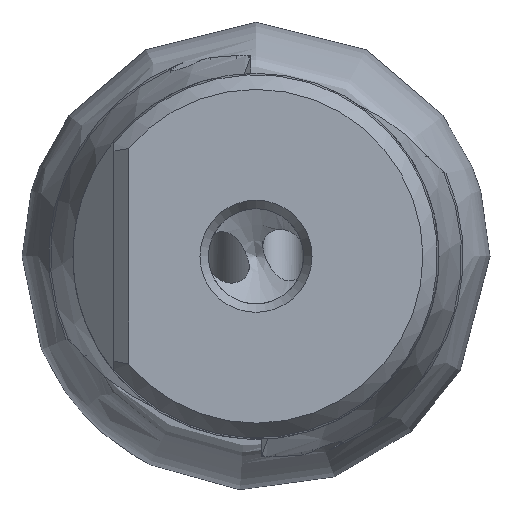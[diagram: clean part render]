
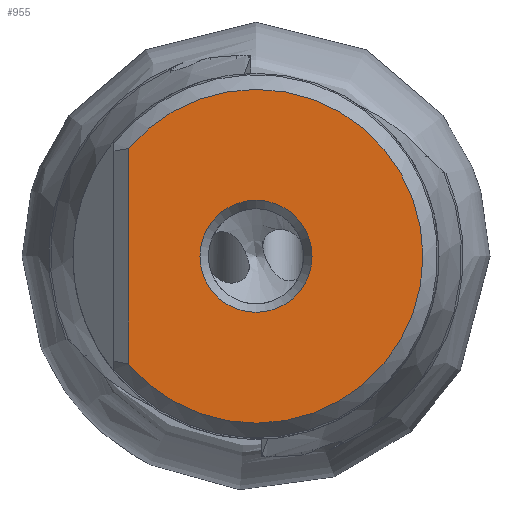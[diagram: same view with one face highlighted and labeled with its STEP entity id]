
A CAD part, left-side view. The second image highlights one B-rep face of the part: STEP entity #955.
In plain terms, the highlighted planar face has unit normal (-1, 0, 0).
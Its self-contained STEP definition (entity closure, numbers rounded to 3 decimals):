
#35 = DIRECTION ( 'NONE',  ( 0., 0., 1. ) ) ;
#69 = VERTEX_POINT ( 'NONE', #3834 ) ;
#84 = CARTESIAN_POINT ( 'NONE',  ( -179.905, 8.7, 0. ) ) ;
#118 = EDGE_LOOP ( 'NONE', ( #3109 ) ) ;
#283 = ORIENTED_EDGE ( 'NONE', *, *, #2565, .F. ) ;
#377 = AXIS2_PLACEMENT_3D ( 'NONE', #1573, #913, #903 ) ;
#493 = CIRCLE ( 'NONE', #3704, 3.827 ) ;
#769 = EDGE_CURVE ( 'NONE', #5257, #5257, #493, .T. ) ;
#903 = DIRECTION ( 'NONE',  ( 0., 0., -1. ) ) ;
#913 = DIRECTION ( 'NONE',  ( 1., 0., 0. ) ) ;
#955 = ADVANCED_FACE ( 'NONE', ( #4304, #3098 ), #1785, .T. ) ;
#1573 = CARTESIAN_POINT ( 'NONE',  ( -179.905, 0., 0. ) ) ;
#1688 = DIRECTION ( 'NONE',  ( 0., 0., 1. ) ) ;
#1708 = DIRECTION ( 'NONE',  ( -1., 0., 0. ) ) ;
#1746 = CARTESIAN_POINT ( 'NONE',  ( -179.905, 0., 0. ) ) ;
#1785 = PLANE ( 'NONE',  #4058 ) ;
#2398 = EDGE_LOOP ( 'NONE', ( #5533, #283 ) ) ;
#2565 = EDGE_CURVE ( 'Kante186', #2904, #69, #4682, .T. ) ;
#2644 = EDGE_CURVE ( 'Kante184', #69, #2904, #5478, .T. ) ;
#2904 = VERTEX_POINT ( 'NONE', #3454 ) ;
#3098 = FACE_BOUND ( 'NONE', #118, .T. ) ;
#3109 = ORIENTED_EDGE ( 'NONE', *, *, #769, .T. ) ;
#3169 = VECTOR ( 'NONE', #35, 1000. ) ;
#3229 = DIRECTION ( 'NONE',  ( 0., 1., 0. ) ) ;
#3249 = DIRECTION ( 'NONE',  ( 1., 0., 0. ) ) ;
#3454 = CARTESIAN_POINT ( 'NONE',  ( -179.905, 8.7, 7.367 ) ) ;
#3704 = AXIS2_PLACEMENT_3D ( 'NONE', #4148, #3249, #3229 ) ;
#3834 = CARTESIAN_POINT ( 'NONE',  ( -179.905, 8.7, -7.367 ) ) ;
#4058 = AXIS2_PLACEMENT_3D ( 'NONE', #1746, #1708, #1688 ) ;
#4148 = CARTESIAN_POINT ( 'NONE',  ( -179.905, 0., 0. ) ) ;
#4304 = FACE_OUTER_BOUND ( 'NONE', #2398, .T. ) ;
#4682 = CIRCLE ( 'NONE', #377, 11.4 ) ;
#5257 = VERTEX_POINT ( 'NONE', #5659 ) ;
#5478 = LINE ( 'NONE', #84, #3169 ) ;
#5533 = ORIENTED_EDGE ( 'NONE', *, *, #2644, .F. ) ;
#5659 = CARTESIAN_POINT ( 'NONE',  ( -179.905, 3.827, 0. ) ) ;
